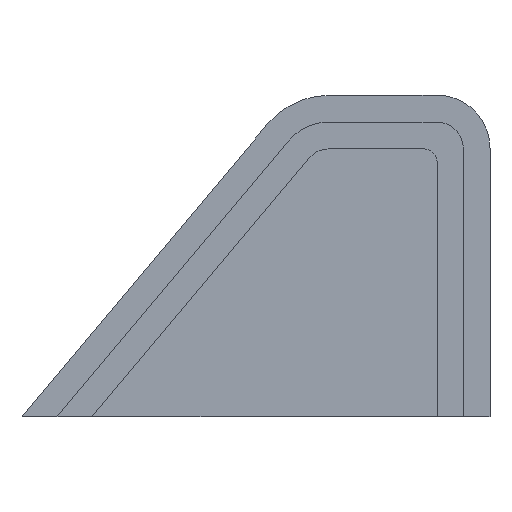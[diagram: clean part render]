
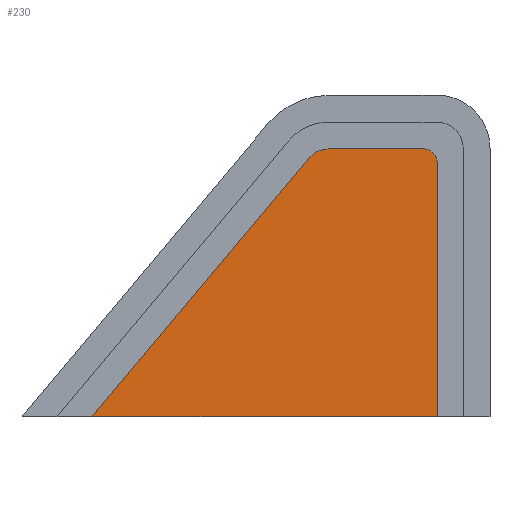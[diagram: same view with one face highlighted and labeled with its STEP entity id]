
A CAD part, top view. The second image highlights one B-rep face of the part: STEP entity #230.
In plain terms, the highlighted planar face has unit normal (0, 0, 1).
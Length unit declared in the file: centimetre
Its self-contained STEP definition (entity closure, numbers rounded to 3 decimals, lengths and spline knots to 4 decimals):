
#1 = CARTESIAN_POINT ( 'NONE',  ( 0.7747, 0., 0. ) ) ;
#2 = VERTEX_POINT ( 'NONE', #217 ) ;
#3 = VERTEX_POINT ( 'NONE', #62 ) ;
#4 = CARTESIAN_POINT ( 'NONE',  ( 0.5734, 0.5, 0. ) ) ;
#5 = EDGE_CURVE ( 'NONE', #3, #2, #190, .T. ) ;
#6 = DIRECTION ( 'NONE',  ( 1., 0., 0. ) ) ;
#13 = LINE ( 'NONE', #1, #145 ) ;
#17 = VERTEX_POINT ( 'NONE', #78 ) ;
#20 = ORIENTED_EDGE ( 'NONE', *, *, #141, .T. ) ;
#22 = PLANE ( 'NONE',  #82 ) ;
#25 = DIRECTION ( 'NONE',  ( 1., 0., 0. ) ) ;
#27 = VERTEX_POINT ( 'NONE', #178 ) ;
#30 = EDGE_CURVE ( 'NONE', #83, #3, #104, .T. ) ;
#37 = DIRECTION ( 'NONE',  ( 0., 0., 1. ) ) ;
#41 = DIRECTION ( 'NONE',  ( -0.643, -0.766, 0. ) ) ;
#45 = VECTOR ( 'NONE', #41, 100. ) ;
#49 = VECTOR ( 'NONE', #25, 100. ) ;
#51 = CARTESIAN_POINT ( 'NONE',  ( 0.7492, 0.4745, 0. ) ) ;
#56 = DIRECTION ( 'NONE',  ( 1., 0., 0. ) ) ;
#59 = DIRECTION ( 'NONE',  ( 0., 0., 1. ) ) ;
#62 = CARTESIAN_POINT ( 'NONE',  ( 0.5351, 0.4821, 0. ) ) ;
#63 = LINE ( 'NONE', #91, #49 ) ;
#71 = VECTOR ( 'NONE', #131, 100. ) ;
#73 = CARTESIAN_POINT ( 'NONE',  ( 0.7492, 0.4745, 0. ) ) ;
#74 = ORIENTED_EDGE ( 'NONE', *, *, #111, .T. ) ;
#78 = CARTESIAN_POINT ( 'NONE',  ( 0.7747, 0., 0. ) ) ;
#82 = AXIS2_PLACEMENT_3D ( 'NONE', #73, #37, #56 ) ;
#83 = VERTEX_POINT ( 'NONE', #221 ) ;
#86 = ORIENTED_EDGE ( 'NONE', *, *, #5, .T. ) ;
#87 = CARTESIAN_POINT ( 'NONE',  ( 0.5734, 0.45, 0. ) ) ;
#88 = DIRECTION ( 'NONE',  ( 0., 1., 0. ) ) ;
#91 = CARTESIAN_POINT ( 'NONE',  ( 0.1305, 0., 0. ) ) ;
#99 = EDGE_CURVE ( 'NONE', #17, #27, #13, .T. ) ;
#104 = CIRCLE ( 'NONE', #200, 0.05 ) ;
#105 = ORIENTED_EDGE ( 'NONE', *, *, #99, .T. ) ;
#107 = EDGE_LOOP ( 'NONE', ( #74, #105, #20, #162, #118, #86 ) ) ;
#111 = EDGE_CURVE ( 'NONE', #2, #17, #63, .T. ) ;
#113 = LINE ( 'NONE', #4, #71 ) ;
#118 = ORIENTED_EDGE ( 'NONE', *, *, #30, .T. ) ;
#120 = CARTESIAN_POINT ( 'NONE',  ( 0.1305, 0., 0. ) ) ;
#131 = DIRECTION ( 'NONE',  ( -1., 0., 0. ) ) ;
#141 = EDGE_CURVE ( 'NONE', #27, #224, #233, .T. ) ;
#145 = VECTOR ( 'NONE', #88, 100. ) ;
#162 = ORIENTED_EDGE ( 'NONE', *, *, #223, .T. ) ;
#178 = CARTESIAN_POINT ( 'NONE',  ( 0.7747, 0.4745, 0. ) ) ;
#185 = CARTESIAN_POINT ( 'NONE',  ( 0.7492, 0.5, 0. ) ) ;
#190 = LINE ( 'NONE', #120, #45 ) ;
#197 = DIRECTION ( 'NONE',  ( 1., 0., 0. ) ) ;
#200 = AXIS2_PLACEMENT_3D ( 'NONE', #87, #59, #197 ) ;
#208 = AXIS2_PLACEMENT_3D ( 'NONE', #51, #229, #6 ) ;
#217 = CARTESIAN_POINT ( 'NONE',  ( 0.1305, 0., 0. ) ) ;
#221 = CARTESIAN_POINT ( 'NONE',  ( 0.5734, 0.5, 0. ) ) ;
#223 = EDGE_CURVE ( 'NONE', #224, #83, #113, .T. ) ;
#224 = VERTEX_POINT ( 'NONE', #185 ) ;
#229 = DIRECTION ( 'NONE',  ( 0., 0., 1. ) ) ;
#230 = ADVANCED_FACE ( 'NONE', ( #234 ), #22, .T. ) ;
#233 = CIRCLE ( 'NONE', #208, 0.0255 ) ;
#234 = FACE_OUTER_BOUND ( 'NONE', #107, .T. ) ;
